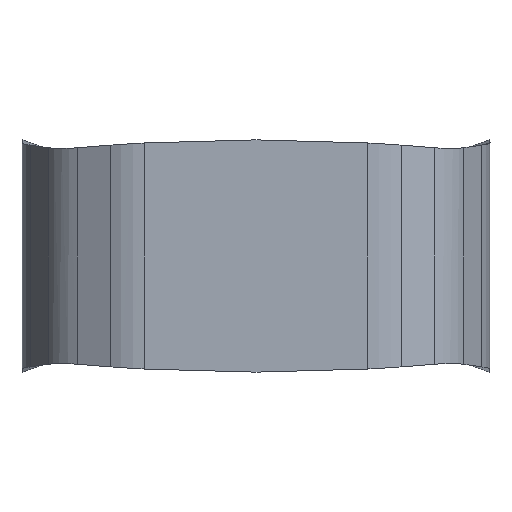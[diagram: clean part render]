
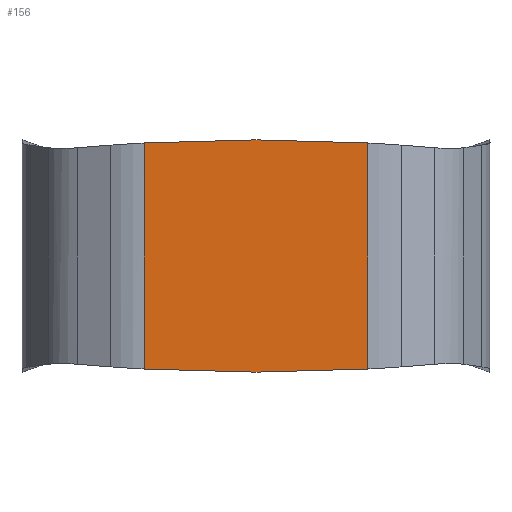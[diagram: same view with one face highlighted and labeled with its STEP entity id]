
A CAD part, left-side view. The second image highlights one B-rep face of the part: STEP entity #156.
In plain terms, the highlighted planar face has unit normal (-1, 0, 0).
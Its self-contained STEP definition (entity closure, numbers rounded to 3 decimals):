
#56=FACE_OUTER_BOUND('',#369,.T.);
#78=LINE('',#1744,#102);
#81=LINE('',#1783,#105);
#102=VECTOR('',#1127,1.);
#105=VECTOR('',#1132,1.);
#156=ADVANCED_FACE('',(#56),#172,.F.);
#172=PLANE('',#1059);
#285=B_SPLINE_CURVE_WITH_KNOTS('',3,(#1950,#1951,#1952,#1953),
 .UNSPECIFIED.,.F.,.F.,(4,4),(0.,1.),.UNSPECIFIED.);
#286=B_SPLINE_CURVE_WITH_KNOTS('',3,(#1955,#1956,#1957,#1958),
 .UNSPECIFIED.,.F.,.F.,(4,4),(0.,1.),.UNSPECIFIED.);
#287=B_SPLINE_CURVE_WITH_KNOTS('',3,(#1959,#1960,#1961,#1962),
 .UNSPECIFIED.,.F.,.F.,(4,4),(0.,1.),.UNSPECIFIED.);
#288=B_SPLINE_CURVE_WITH_KNOTS('',3,(#1964,#1965,#1966,#1967),
 .UNSPECIFIED.,.F.,.F.,(4,4),(0.,1.),.UNSPECIFIED.);
#369=EDGE_LOOP('',(#526,#527,#528,#529,#530,#531));
#526=ORIENTED_EDGE('',*,*,#989,.T.);
#527=ORIENTED_EDGE('',*,*,#990,.T.);
#528=ORIENTED_EDGE('',*,*,#967,.T.);
#529=ORIENTED_EDGE('',*,*,#991,.T.);
#530=ORIENTED_EDGE('',*,*,#992,.T.);
#531=ORIENTED_EDGE('',*,*,#961,.F.);
#820=VERTEX_POINT('',#1745);
#821=VERTEX_POINT('',#1746);
#826=VERTEX_POINT('',#1782);
#827=VERTEX_POINT('',#1784);
#848=VERTEX_POINT('',#1954);
#849=VERTEX_POINT('',#1963);
#961=EDGE_CURVE('',#820,#821,#78,.T.);
#967=EDGE_CURVE('',#827,#826,#81,.T.);
#989=EDGE_CURVE('',#820,#848,#285,.T.);
#990=EDGE_CURVE('',#848,#827,#286,.T.);
#991=EDGE_CURVE('',#826,#849,#287,.T.);
#992=EDGE_CURVE('',#849,#821,#288,.T.);
#1059=AXIS2_PLACEMENT_3D('',#1968,#1155,#1156);
#1127=DIRECTION('',(0.,0.,-1.));
#1132=DIRECTION('',(0.,0.,-1.));
#1155=DIRECTION('',(1.,0.,0.));
#1156=DIRECTION('',(0.,1.,0.));
#1744=CARTESIAN_POINT('',(-5.3,-2.534,1.9));
#1745=CARTESIAN_POINT('',(-5.3,-2.534,-0.07));
#1746=CARTESIAN_POINT('',(-5.3,-2.534,-5.19));
#1782=CARTESIAN_POINT('',(-5.3,2.534,-5.19));
#1783=CARTESIAN_POINT('',(-5.3,2.534,1.9));
#1784=CARTESIAN_POINT('',(-5.3,2.534,-0.07));
#1950=CARTESIAN_POINT('',(-5.3,-2.534,-0.07));
#1951=CARTESIAN_POINT('',(-5.3,-1.69,-0.023));
#1952=CARTESIAN_POINT('',(-5.3,-0.845,0.));
#1953=CARTESIAN_POINT('',(-5.3,0.,0.));
#1954=CARTESIAN_POINT('',(-5.3,0.,0.));
#1955=CARTESIAN_POINT('',(-5.3,0.,0.));
#1956=CARTESIAN_POINT('',(-5.3,0.845,0.));
#1957=CARTESIAN_POINT('',(-5.3,1.69,-0.023));
#1958=CARTESIAN_POINT('',(-5.3,2.534,-0.07));
#1959=CARTESIAN_POINT('',(-5.3,2.534,-5.19));
#1960=CARTESIAN_POINT('',(-5.3,1.69,-5.237));
#1961=CARTESIAN_POINT('',(-5.3,0.845,-5.26));
#1962=CARTESIAN_POINT('',(-5.3,0.,-5.26));
#1963=CARTESIAN_POINT('',(-5.3,0.,-5.26));
#1964=CARTESIAN_POINT('',(-5.3,0.,-5.26));
#1965=CARTESIAN_POINT('',(-5.3,-0.845,-5.26));
#1966=CARTESIAN_POINT('',(-5.3,-1.69,-5.237));
#1967=CARTESIAN_POINT('',(-5.3,-2.534,-5.19));
#1968=CARTESIAN_POINT('',(-5.3,2.534,1.9));
